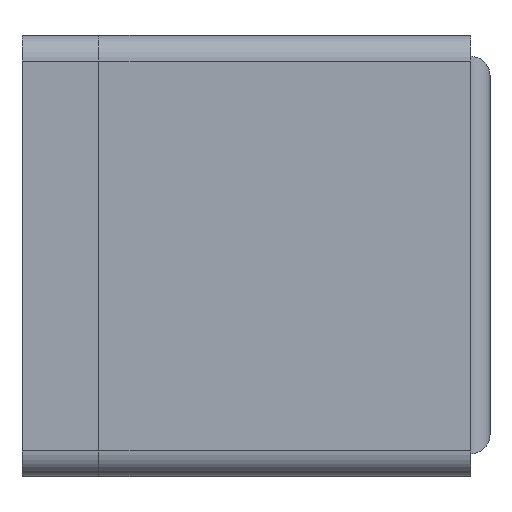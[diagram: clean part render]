
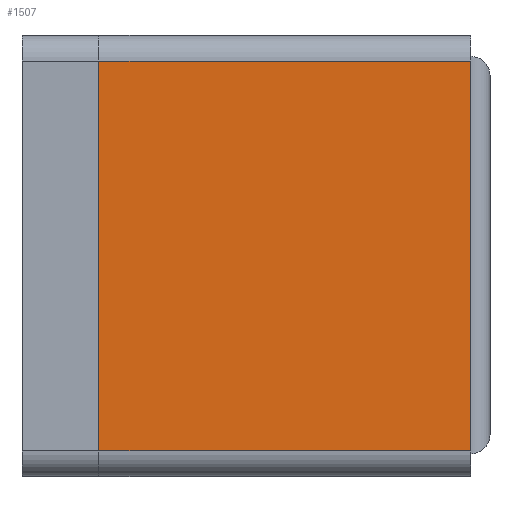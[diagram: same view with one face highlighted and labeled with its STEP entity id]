
A CAD part, left-side view. The second image highlights one B-rep face of the part: STEP entity #1507.
In plain terms, the highlighted planar face has unit normal (-1, 0, 0).
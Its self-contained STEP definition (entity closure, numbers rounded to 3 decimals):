
#84=LINE('',#2226,#268);
#93=LINE('',#2249,#277);
#94=LINE('',#2252,#278);
#108=LINE('',#2283,#292);
#268=VECTOR('',#1815,10.);
#277=VECTOR('',#1834,10.);
#278=VECTOR('',#1837,10.);
#292=VECTOR('',#1871,10.);
#463=FACE_OUTER_BOUND('',#558,.T.);
#558=EDGE_LOOP('',(#1169,#1170,#1171,#1172));
#674=VERTEX_POINT('',#2223);
#675=VERTEX_POINT('',#2225);
#684=VERTEX_POINT('',#2247);
#685=VERTEX_POINT('',#2251);
#839=EDGE_CURVE('',#674,#675,#84,.T.);
#851=EDGE_CURVE('',#684,#674,#93,.T.);
#852=EDGE_CURVE('',#675,#685,#94,.T.);
#868=EDGE_CURVE('',#684,#685,#108,.T.);
#1169=ORIENTED_EDGE('',*,*,#851,.F.);
#1170=ORIENTED_EDGE('',*,*,#868,.T.);
#1171=ORIENTED_EDGE('',*,*,#852,.F.);
#1172=ORIENTED_EDGE('',*,*,#839,.F.);
#1429=PLANE('',#1614);
#1507=ADVANCED_FACE('',(#463),#1429,.T.);
#1614=AXIS2_PLACEMENT_3D('',#2282,#1869,#1870);
#1815=DIRECTION('',(0.,0.,1.));
#1834=DIRECTION('',(0.,1.,0.));
#1837=DIRECTION('',(0.,-1.,0.));
#1869=DIRECTION('center_axis',(-1.,0.,0.));
#1870=DIRECTION('ref_axis',(0.,0.,1.));
#1871=DIRECTION('',(0.,0.,1.));
#2223=CARTESIAN_POINT('',(-4.,23.,-1.406));
#2225=CARTESIAN_POINT('',(-4.,23.,29.));
#2226=CARTESIAN_POINT('',(-4.,23.,-3.406));
#2247=CARTESIAN_POINT('',(-4.,-6.,-1.406));
#2249=CARTESIAN_POINT('',(-4.,-6.,-1.406));
#2251=CARTESIAN_POINT('',(-4.,-6.,29.));
#2252=CARTESIAN_POINT('',(-4.,-6.,29.));
#2282=CARTESIAN_POINT('Origin',(-4.,-6.,-3.406));
#2283=CARTESIAN_POINT('',(-4.,-6.,-3.406));
